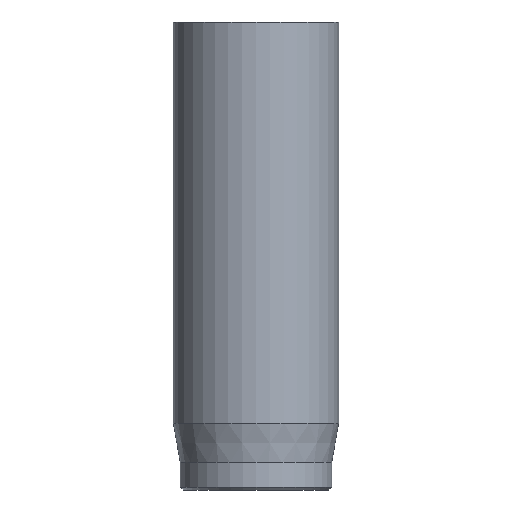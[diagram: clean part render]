
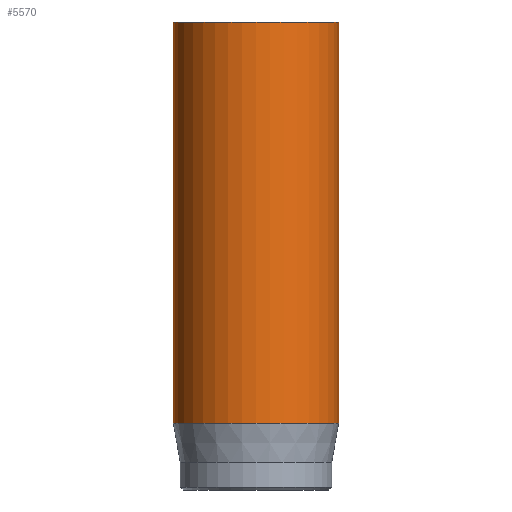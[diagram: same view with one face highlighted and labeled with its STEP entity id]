
A CAD part, front view. The second image highlights one B-rep face of the part: STEP entity #5570.
In plain terms, the highlighted cylindrical face has radius 3 mm (diameter 6 mm), a full revolution.
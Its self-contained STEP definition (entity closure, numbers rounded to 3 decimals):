
#32=CYLINDRICAL_SURFACE('',#5776,3.);
#47=CIRCLE('',#5743,3.);
#63=CIRCLE('',#5774,3.);
#64=CIRCLE('',#5775,3.);
#492=FACE_OUTER_BOUND('',#819,.T.);
#819=EDGE_LOOP('',(#4999,#5000,#5001,#5002,#5003));
#1240=LINE('',#10556,#1669);
#1669=VECTOR('',#6460,3.);
#2566=VERTEX_POINT('',#10495);
#2582=VERTEX_POINT('',#10550);
#2583=VERTEX_POINT('',#10551);
#3369=EDGE_CURVE('',#2566,#2566,#47,.T.);
#3393=EDGE_CURVE('',#2582,#2583,#63,.T.);
#3394=EDGE_CURVE('',#2583,#2582,#64,.T.);
#3396=EDGE_CURVE('',#2566,#2582,#1240,.T.);
#4999=ORIENTED_EDGE('',*,*,#3369,.T.);
#5000=ORIENTED_EDGE('',*,*,#3396,.T.);
#5001=ORIENTED_EDGE('',*,*,#3393,.T.);
#5002=ORIENTED_EDGE('',*,*,#3394,.T.);
#5003=ORIENTED_EDGE('',*,*,#3396,.F.);
#5570=ADVANCED_FACE('',(#492),#32,.T.);
#5743=AXIS2_PLACEMENT_3D('',#10496,#6383,#6384);
#5774=AXIS2_PLACEMENT_3D('',#10552,#6453,#6454);
#5775=AXIS2_PLACEMENT_3D('',#10553,#6455,#6456);
#5776=AXIS2_PLACEMENT_3D('',#10555,#6458,#6459);
#6383=DIRECTION('center_axis',(0.,0.,-1.));
#6384=DIRECTION('ref_axis',(-1.,0.,0.));
#6453=DIRECTION('center_axis',(0.,0.,1.));
#6454=DIRECTION('ref_axis',(-1.,0.,0.));
#6455=DIRECTION('center_axis',(0.,0.,1.));
#6456=DIRECTION('ref_axis',(-1.,0.,0.));
#6458=DIRECTION('center_axis',(0.,0.,1.));
#6459=DIRECTION('ref_axis',(-1.,0.,0.));
#6460=DIRECTION('',(0.,0.,-1.));
#10495=CARTESIAN_POINT('',(3.,0.,17.));
#10496=CARTESIAN_POINT('Origin',(0.,0.,17.));
#10550=CARTESIAN_POINT('',(3.,0.,2.418));
#10551=CARTESIAN_POINT('',(-3.,0.,2.418));
#10552=CARTESIAN_POINT('Origin',(0.,0.,2.418));
#10553=CARTESIAN_POINT('Origin',(0.,0.,2.418));
#10555=CARTESIAN_POINT('Origin',(0.,0.,0.));
#10556=CARTESIAN_POINT('',(3.,0.,0.));
